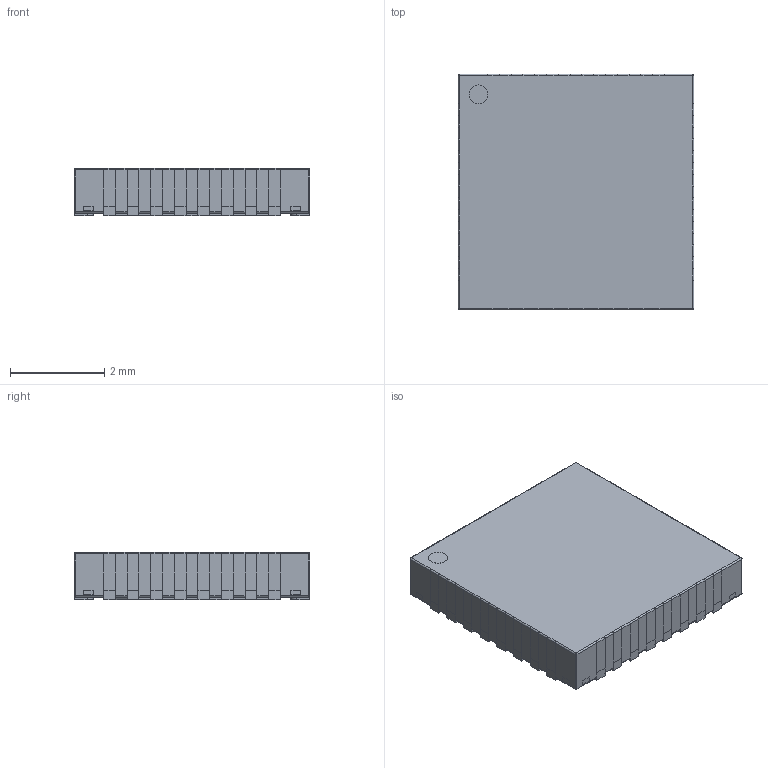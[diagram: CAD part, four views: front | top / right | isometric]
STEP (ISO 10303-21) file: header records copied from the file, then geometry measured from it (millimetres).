
FILE_DESCRIPTION(/* description */ (''),/* implementation_level */ '2;1');
FILE_NAME(/* name */ 'TI - VQFN32 RHB.step',/* time_stamp */ '2020-07-27T22:23:46+01:00',/* author */ (''),/* organization */ (''),/* preprocessor_version */ 'ST-DEVELOPER v18.1',/* originating_system */ 'Autodesk Translation Framework v9.3.0.1241',/* authorisation */ '');
FILE_SCHEMA (('AUTOMOTIVE_DESIGN { 1 0 10303 214 3 1 1 }'));
Length unit declared in the file: millimetre
Products named in the file (1): TI - VQFN32 RHB
Bounding box: 5 x 5 x 1 mm (x, y, z)
Volume: 24.5 mm3; surface area: 71.1 mm2
Topology: 1 solids, 1 shells, 362 faces, 930 edges, 580 vertices
Faces by surface type: plane 213, cylinder 141, sphere 8
Full cylindrical faces by diameter (mm): 0.4 x1
Entity records: 11041 total; most frequent: DIRECTION 1874, CARTESIAN_POINT 1873, ORIENTED_EDGE 1860, EDGE_CURVE 930, LINE 712, VECTOR 712, AXIS2_PLACEMENT_3D 581, VERTEX_POINT 580
